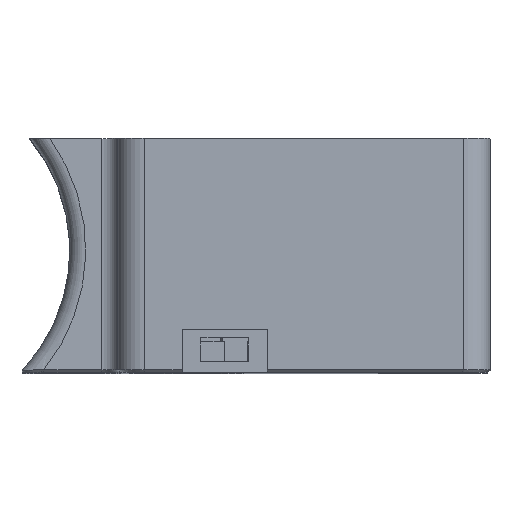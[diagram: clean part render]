
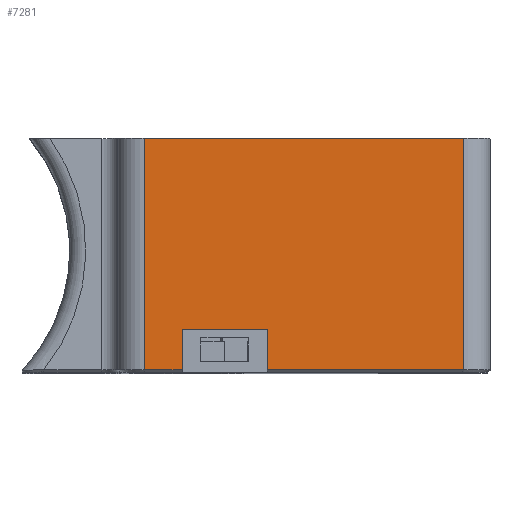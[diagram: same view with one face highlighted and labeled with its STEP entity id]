
A CAD part, top view. The second image highlights one B-rep face of the part: STEP entity #7281.
In plain terms, the highlighted planar face has unit normal (0, 0, 1).
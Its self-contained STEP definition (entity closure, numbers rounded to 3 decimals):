
#415=PLANE('',#7786);
#744=FACE_OUTER_BOUND('',#1152,.T.);
#1152=EDGE_LOOP('',(#5566,#5567,#5568,#5569,#5570,#5571,#5572,#5573));
#1753=LINE('',#11091,#2599);
#1798=LINE('',#11183,#2644);
#1800=LINE('',#11187,#2646);
#1801=LINE('',#11189,#2647);
#1802=LINE('',#11190,#2648);
#1803=LINE('',#11192,#2649);
#1804=LINE('',#11194,#2650);
#1805=LINE('',#11195,#2651);
#2599=VECTOR('',#8854,10.);
#2644=VECTOR('',#8929,10.);
#2646=VECTOR('',#8933,10.);
#2647=VECTOR('',#8934,10.);
#2648=VECTOR('',#8935,10.);
#2649=VECTOR('',#8936,10.);
#2650=VECTOR('',#8937,10.);
#2651=VECTOR('',#8938,10.);
#3482=VERTEX_POINT('',#11088);
#3483=VERTEX_POINT('',#11090);
#3514=VERTEX_POINT('',#11180);
#3515=VERTEX_POINT('',#11182);
#3516=VERTEX_POINT('',#11186);
#3517=VERTEX_POINT('',#11188);
#3518=VERTEX_POINT('',#11191);
#3519=VERTEX_POINT('',#11193);
#4274=EDGE_CURVE('',#3482,#3483,#1753,.T.);
#4320=EDGE_CURVE('',#3515,#3514,#1798,.T.);
#4322=EDGE_CURVE('',#3483,#3516,#1800,.T.);
#4323=EDGE_CURVE('',#3517,#3482,#1801,.T.);
#4324=EDGE_CURVE('',#3517,#3515,#1802,.T.);
#4325=EDGE_CURVE('',#3514,#3518,#1803,.T.);
#4326=EDGE_CURVE('',#3519,#3518,#1804,.T.);
#4327=EDGE_CURVE('',#3516,#3519,#1805,.T.);
#5566=ORIENTED_EDGE('',*,*,#4322,.F.);
#5567=ORIENTED_EDGE('',*,*,#4274,.F.);
#5568=ORIENTED_EDGE('',*,*,#4323,.F.);
#5569=ORIENTED_EDGE('',*,*,#4324,.T.);
#5570=ORIENTED_EDGE('',*,*,#4320,.T.);
#5571=ORIENTED_EDGE('',*,*,#4325,.T.);
#5572=ORIENTED_EDGE('',*,*,#4326,.F.);
#5573=ORIENTED_EDGE('',*,*,#4327,.F.);
#7281=ADVANCED_FACE('',(#744),#415,.T.);
#7786=AXIS2_PLACEMENT_3D('',#11185,#8931,#8932);
#8854=DIRECTION('',(0.,1.,0.));
#8929=DIRECTION('',(1.,0.,0.));
#8931=DIRECTION('center_axis',(0.,0.,1.));
#8932=DIRECTION('ref_axis',(-1.,0.,0.));
#8933=DIRECTION('',(1.,0.,0.));
#8934=DIRECTION('',(-1.,0.,0.));
#8935=DIRECTION('',(0.,1.,0.));
#8936=DIRECTION('',(0.,-1.,0.));
#8937=DIRECTION('',(-1.,0.,0.));
#8938=DIRECTION('',(0.,-1.,0.));
#11088=CARTESIAN_POINT('',(5.,-1.5,127.5));
#11090=CARTESIAN_POINT('',(5.,42.,127.5));
#11091=CARTESIAN_POINT('',(5.,0.,127.5));
#11180=CARTESIAN_POINT('',(28.141,6.147,127.5));
#11182=CARTESIAN_POINT('',(12.141,6.147,127.5));
#11183=CARTESIAN_POINT('',(27.32,6.147,127.5));
#11185=CARTESIAN_POINT('Origin',(42.5,0.,127.5));
#11186=CARTESIAN_POINT('',(65.,42.,127.5));
#11187=CARTESIAN_POINT('',(42.5,42.,127.5));
#11188=CARTESIAN_POINT('',(12.141,-1.5,127.5));
#11189=CARTESIAN_POINT('',(38.75,-1.5,127.5));
#11190=CARTESIAN_POINT('',(12.141,-1.027,127.5));
#11191=CARTESIAN_POINT('',(28.141,-1.5,127.5));
#11192=CARTESIAN_POINT('',(28.141,3.073,127.5));
#11193=CARTESIAN_POINT('',(65.,-1.5,127.5));
#11194=CARTESIAN_POINT('',(38.75,-1.5,127.5));
#11195=CARTESIAN_POINT('',(65.,0.,127.5));
